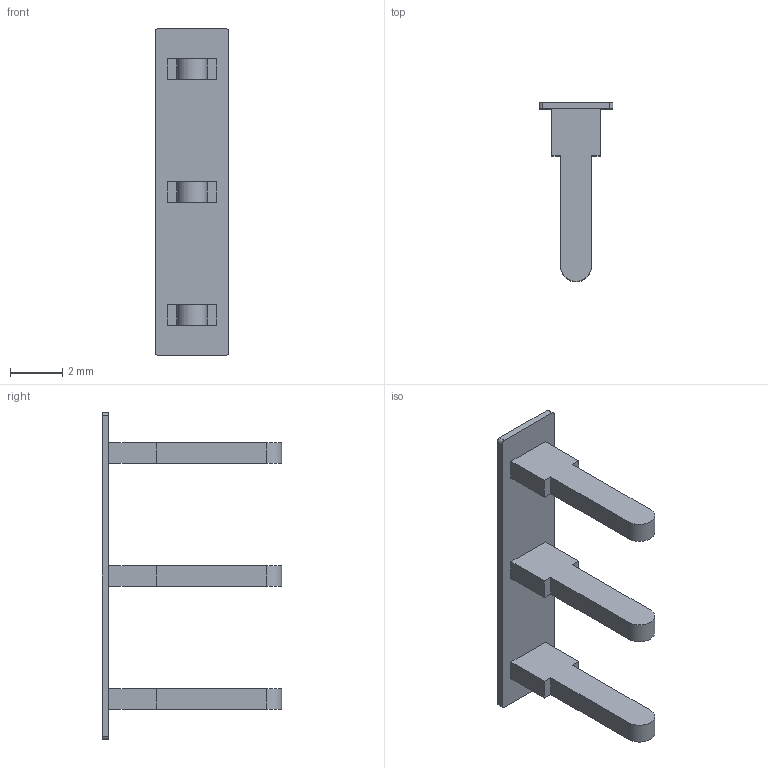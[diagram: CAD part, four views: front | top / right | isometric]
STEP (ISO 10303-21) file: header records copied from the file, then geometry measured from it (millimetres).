
FILE_DESCRIPTION(/* description */ (''),/* implementation_level */ '2;1');
FILE_NAME(/* name */ '_MB2411G03-terminal.ipt.step',/* time_stamp */ '2015-01-02T18:44:27-08:00',/* author */ ('Philip'),/* organization */ (''),/* preprocessor_version */ 'ST-DEVELOPER v15.6',/* originating_system */ 'Autodesk Inventor 2015',/* authorisation */ '');
FILE_SCHEMA (('AUTOMOTIVE_DESIGN { 1 0 10303 214 3 1 1 }'));
Length unit declared in the file: inch
Products named in the file (1): _MB2411G03-terminal
Bounding box: 2.82 x 6.86 x 12.5 mm (x, y, z)
Volume: 29.7 mm3; surface area: 161 mm2
Topology: 1 solids, 1 shells, 37 faces, 96 edges, 64 vertices
Faces by surface type: plane 30, cylinder 7
Entity records: 1157 total; most frequent: CARTESIAN_POINT 198, ORIENTED_EDGE 192, DIRECTION 186, EDGE_CURVE 96, LINE 82, VECTOR 82, VERTEX_POINT 64, AXIS2_PLACEMENT_3D 52
